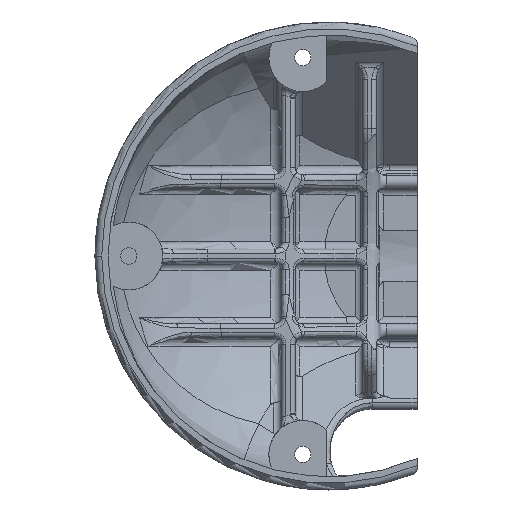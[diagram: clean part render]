
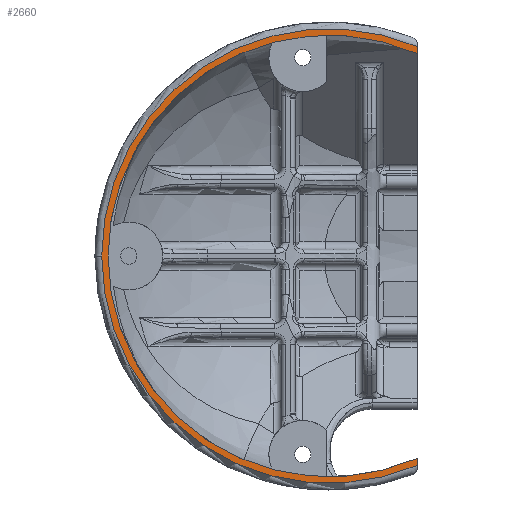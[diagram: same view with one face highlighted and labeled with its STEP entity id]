
A CAD part, front view. The second image highlights one B-rep face of the part: STEP entity #2660.
In plain terms, the highlighted planar face has unit normal (0, -1, 0).
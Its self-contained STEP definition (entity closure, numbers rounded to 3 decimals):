
#434 = PLANE ( 'NONE',  #4074 ) ;
#724 = CARTESIAN_POINT ( 'NONE',  ( -32.55, 0., 0. ) ) ;
#735 = ORIENTED_EDGE ( 'NONE', *, *, #8629, .T. ) ;
#1039 = DIRECTION ( 'NONE',  ( 0., 0., 1. ) ) ;
#1443 = VERTEX_POINT ( 'NONE', #12432 ) ;
#1620 = CARTESIAN_POINT ( 'NONE',  ( -33.5, 0., 0. ) ) ;
#1637 = DIRECTION ( 'NONE',  ( 0., -1., 0. ) ) ;
#1689 = DIRECTION ( 'NONE',  ( 0., 0., 1. ) ) ;
#2660 = ADVANCED_FACE ( 'NONE', ( #7428 ), #434, .F. ) ;
#2807 = CARTESIAN_POINT ( 'NONE',  ( 0., 0., 0. ) ) ;
#3703 = CARTESIAN_POINT ( 'NONE',  ( 0., 0., 0. ) ) ;
#3980 = AXIS2_PLACEMENT_3D ( 'NONE', #4737, #1637, #12721 ) ;
#4074 = AXIS2_PLACEMENT_3D ( 'NONE', #14095, #12762, #11514 ) ;
#4737 = CARTESIAN_POINT ( 'NONE',  ( 0., 0., 0. ) ) ;
#4971 = VERTEX_POINT ( 'NONE', #9752 ) ;
#5028 = ORIENTED_EDGE ( 'NONE', *, *, #14276, .T. ) ;
#5730 = EDGE_CURVE ( 'NONE', #1443, #9167, #10851, .T. ) ;
#5808 = CARTESIAN_POINT ( 'NONE',  ( 13., 0., -30.875 ) ) ;
#6358 = EDGE_CURVE ( 'NONE', #4971, #10258, #13040, .T. ) ;
#6687 = DIRECTION ( 'NONE',  ( 0., 0., -1. ) ) ;
#6917 = VERTEX_POINT ( 'NONE', #724 ) ;
#7072 = CIRCLE ( 'NONE', #17004, 33.5 ) ;
#7359 = VECTOR ( 'NONE', #6687, 1000. ) ;
#7428 = FACE_OUTER_BOUND ( 'NONE', #10682, .T. ) ;
#7617 = ORIENTED_EDGE ( 'NONE', *, *, #5730, .F. ) ;
#7723 = AXIS2_PLACEMENT_3D ( 'NONE', #2807, #15146, #12308 ) ;
#8021 = VERTEX_POINT ( 'NONE', #15970 ) ;
#8362 = CARTESIAN_POINT ( 'NONE',  ( 13., 0., -31.957 ) ) ;
#8629 = EDGE_CURVE ( 'NONE', #10258, #9167, #7072, .T. ) ;
#9167 = VERTEX_POINT ( 'NONE', #5808 ) ;
#9752 = CARTESIAN_POINT ( 'NONE',  ( 13., 0., 30.875 ) ) ;
#9924 = DIRECTION ( 'NONE',  ( 0., 0., -1. ) ) ;
#9990 = CIRCLE ( 'NONE', #7723, 32.55 ) ;
#10258 = VERTEX_POINT ( 'NONE', #1620 ) ;
#10682 = EDGE_LOOP ( 'NONE', ( #12895, #13195, #735, #7617, #12759, #5028 ) ) ;
#10851 = LINE ( 'NONE', #8362, #7359 ) ;
#11265 = DIRECTION ( 'NONE',  ( 0., -1., 0. ) ) ;
#11514 = DIRECTION ( 'NONE',  ( 1., 0., 0. ) ) ;
#11722 = VECTOR ( 'NONE', #9924, 1000. ) ;
#12252 = CIRCLE ( 'NONE', #15651, 32.55 ) ;
#12308 = DIRECTION ( 'NONE',  ( 0., 0., 1. ) ) ;
#12429 = CARTESIAN_POINT ( 'NONE',  ( 0., 0., 0. ) ) ;
#12432 = CARTESIAN_POINT ( 'NONE',  ( 13., 0., -29.841 ) ) ;
#12721 = DIRECTION ( 'NONE',  ( 0., 0., 1. ) ) ;
#12759 = ORIENTED_EDGE ( 'NONE', *, *, #12806, .T. ) ;
#12762 = DIRECTION ( 'NONE',  ( 0., 1., 0. ) ) ;
#12782 = LINE ( 'NONE', #12871, #11722 ) ;
#12806 = EDGE_CURVE ( 'NONE', #1443, #6917, #12252, .T. ) ;
#12871 = CARTESIAN_POINT ( 'NONE',  ( 13., 0., -31.957 ) ) ;
#12895 = ORIENTED_EDGE ( 'NONE', *, *, #16275, .F. ) ;
#13040 = CIRCLE ( 'NONE', #3980, 33.5 ) ;
#13195 = ORIENTED_EDGE ( 'NONE', *, *, #6358, .T. ) ;
#14095 = CARTESIAN_POINT ( 'NONE',  ( 0., 0., 0. ) ) ;
#14276 = EDGE_CURVE ( 'NONE', #6917, #8021, #9990, .T. ) ;
#14524 = DIRECTION ( 'NONE',  ( 0., 1., 0. ) ) ;
#15146 = DIRECTION ( 'NONE',  ( 0., 1., 0. ) ) ;
#15651 = AXIS2_PLACEMENT_3D ( 'NONE', #3703, #14524, #1039 ) ;
#15970 = CARTESIAN_POINT ( 'NONE',  ( 13., 0., 29.841 ) ) ;
#16275 = EDGE_CURVE ( 'NONE', #4971, #8021, #12782, .T. ) ;
#17004 = AXIS2_PLACEMENT_3D ( 'NONE', #12429, #11265, #1689 ) ;
